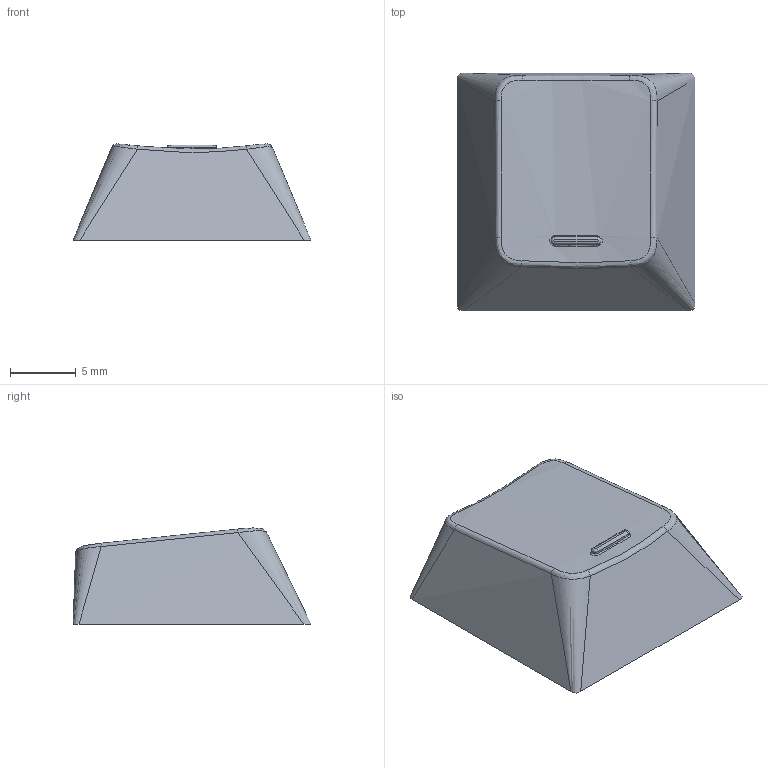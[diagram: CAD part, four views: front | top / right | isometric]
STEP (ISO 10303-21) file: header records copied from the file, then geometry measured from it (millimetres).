
FILE_DESCRIPTION(('FreeCAD Model'),'2;1');
FILE_NAME('Open CASCADE Shape Model','2025-06-02T22:03:09',(''),(''), 'Open CASCADE STEP processor 7.8','FreeCAD','Unknown');
FILE_SCHEMA(('AUTOMOTIVE_DESIGN { 1 0 10303 214 1 1 1 1 }'));
Length unit declared in the file: millimetre
Products named in the file (1): R3_1u_Barred
Bounding box: 18.1 x 18.1 x 7.32 mm (x, y, z)
Volume: 771.4 mm3; surface area: 1289.6 mm2
Topology: 1 solids, 1 shells, 78 faces, 191 edges, 118 vertices
Faces by surface type: bspline 51, plane 23, revolution 4
Entity records: 3267 total; most frequent: CARTESIAN_POINT 1943, ORIENTED_EDGE 382, EDGE_CURVE 191, B_SPLINE_CURVE_WITH_KNOTS 157, VERTEX_POINT 118, FACE_BOUND 81, EDGE_LOOP 81, ADVANCED_FACE 78
